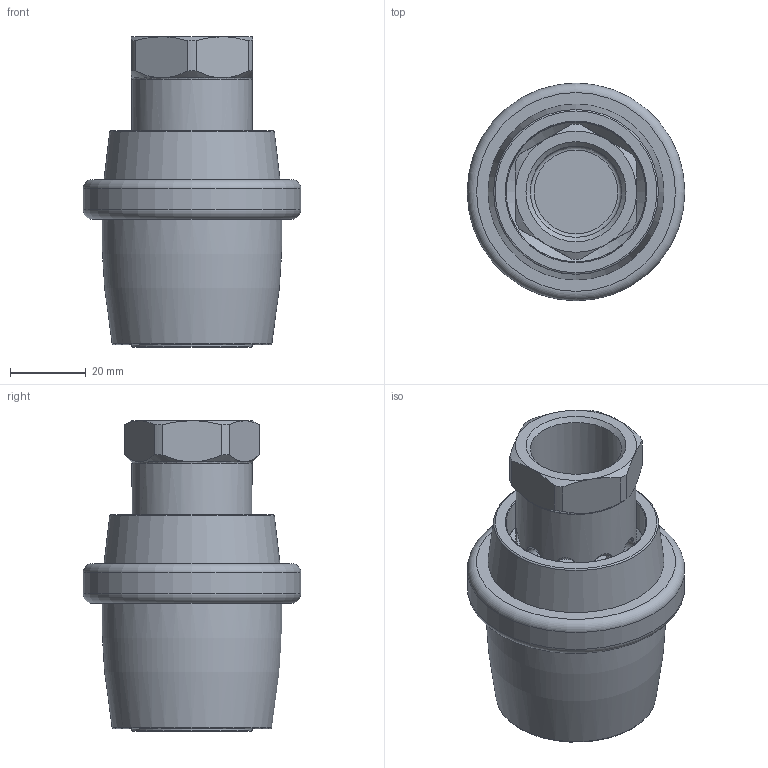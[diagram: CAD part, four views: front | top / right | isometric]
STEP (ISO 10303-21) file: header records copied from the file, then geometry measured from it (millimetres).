
FILE_DESCRIPTION(/* description */ ('STEP AP214'),/* implementation_level */ '2;1');
FILE_NAME(/* name */ '1629664_VBOH-32-G34',/* time_stamp */ '2024-09-16T10:31:43+02:00',/* author */ ('License CC BY-ND 4.0'),/* organization */ ('CADENAS'),/* preprocessor_version */ 'ST-DEVELOPER v19.3',/* originating_system */ 'PARTsolutions',/* authorisation */ ' ');
FILE_SCHEMA (('AUTOMOTIVE_DESIGN {1 0 10303 214 3 1 1}'));
Length unit declared in the file: millimetre
Products named in the file (1): 1629664 VBOH-32-G34 ---(closed)
Bounding box: 57.5 x 57.5 x 82 mm (x, y, z)
Volume: 71621.1 mm3; surface area: 30643.5 mm2
Topology: 1 solids, 2 shells, 119 faces, 312 edges, 193 vertices
Faces by surface type: cylinder 45, cone 32, plane 27, torus 15
Full cylindrical faces by diameter (mm): 6.1 x20, 24.117 x2, 31.75 x3, 35 x1, 37 x1, 41 x1, 57.5 x1
Entity records: 4211 total; most frequent: CARTESIAN_POINT 1051, DIRECTION 474, ORIENTED_EDGE 384, AXIS2_PLACEMENT_3D 220, EDGE_LOOP 209, FACE_BOUND 209, EDGE_CURVE 192, VERTEX_POINT 145
